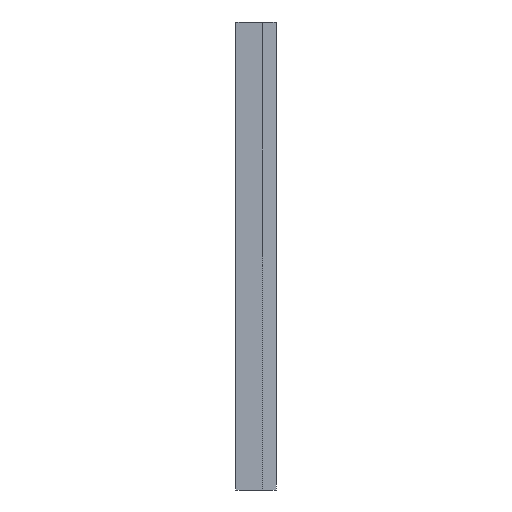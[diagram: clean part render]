
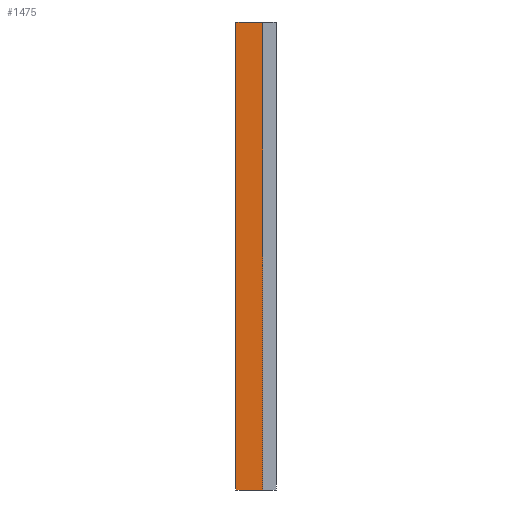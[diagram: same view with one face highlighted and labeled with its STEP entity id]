
A CAD part, left-side view. The second image highlights one B-rep face of the part: STEP entity #1475.
In plain terms, the highlighted planar face has unit normal (-1, 0, 0).
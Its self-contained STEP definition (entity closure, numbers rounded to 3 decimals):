
#117=FACE_OUTER_BOUND('',#209,.T.);
#209=EDGE_LOOP('',(#1201,#1202,#1203,#1204));
#391=LINE('',#2279,#577);
#397=LINE('',#2291,#583);
#399=LINE('',#2294,#585);
#400=LINE('',#2296,#586);
#577=VECTOR('',#1855,10.);
#583=VECTOR('',#1865,10.);
#585=VECTOR('',#1869,10.);
#586=VECTOR('',#1872,10.);
#717=VERTEX_POINT('',#2276);
#718=VERTEX_POINT('',#2278);
#721=VERTEX_POINT('',#2288);
#722=VERTEX_POINT('',#2290);
#891=EDGE_CURVE('',#717,#718,#391,.T.);
#897=EDGE_CURVE('',#721,#722,#397,.T.);
#899=EDGE_CURVE('',#722,#717,#399,.T.);
#900=EDGE_CURVE('',#718,#721,#400,.T.);
#1201=ORIENTED_EDGE('',*,*,#899,.F.);
#1202=ORIENTED_EDGE('',*,*,#897,.F.);
#1203=ORIENTED_EDGE('',*,*,#900,.F.);
#1204=ORIENTED_EDGE('',*,*,#891,.F.);
#1403=PLANE('',#1561);
#1475=ADVANCED_FACE('',(#117),#1403,.F.);
#1561=AXIS2_PLACEMENT_3D('',#2295,#1870,#1871);
#1855=DIRECTION('',(0.,1.,0.));
#1865=DIRECTION('',(0.,-1.,0.));
#1869=DIRECTION('',(0.,0.,-1.));
#1870=DIRECTION('center_axis',(1.,0.,0.));
#1871=DIRECTION('ref_axis',(0.,0.,-1.));
#1872=DIRECTION('',(0.,0.,1.));
#2276=CARTESIAN_POINT('',(-104.9,-91.5,5.));
#2278=CARTESIAN_POINT('',(-104.9,-89.5,5.));
#2279=CARTESIAN_POINT('',(-104.9,-90.5,5.));
#2288=CARTESIAN_POINT('',(-104.9,-89.5,40.));
#2290=CARTESIAN_POINT('',(-104.9,-91.5,40.));
#2291=CARTESIAN_POINT('',(-104.9,-90.5,40.));
#2294=CARTESIAN_POINT('',(-104.9,-91.5,31.25));
#2295=CARTESIAN_POINT('Origin',(-104.9,-90.5,40.));
#2296=CARTESIAN_POINT('',(-104.9,-89.5,31.25));
